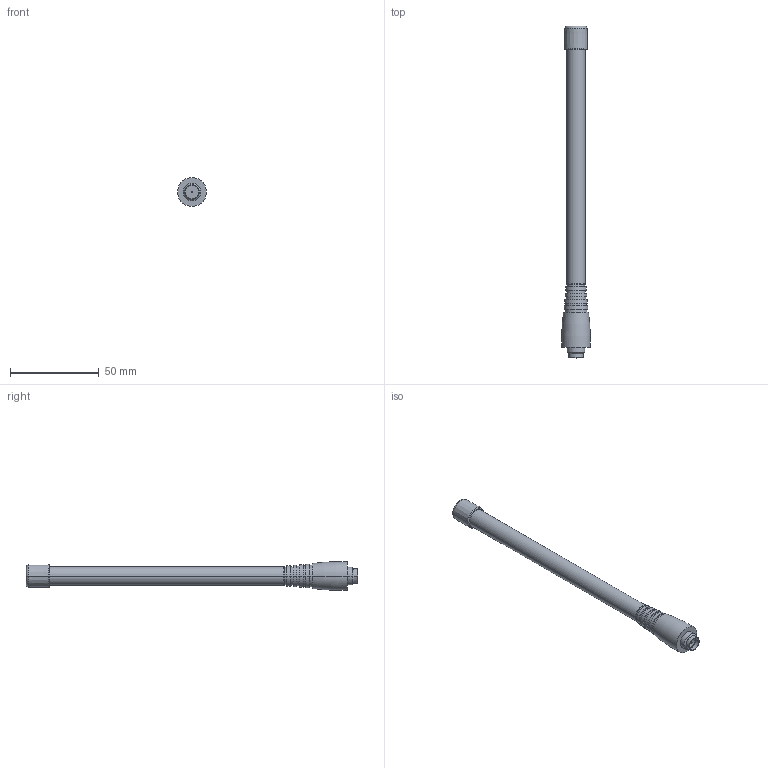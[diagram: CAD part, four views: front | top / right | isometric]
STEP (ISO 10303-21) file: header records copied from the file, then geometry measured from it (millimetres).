
FILE_DESCRIPTION (( 'STEP AP214' ), '1' );
FILE_NAME ('FMANRBD1025_3D.step', '2023-03-06T14:43:17', ( '' ), ( '' ), 'SwSTEP 2.0', 'SolidWorks 2022', '' );
FILE_SCHEMA (( 'AUTOMOTIVE_DESIGN' ));
Length unit declared in the file: inch
Products named in the file (1): FMANRBD1025_3D
Bounding box: 16.2 x 186.7 x 16.2 mm (x, y, z)
Volume: 18460.5 mm3; surface area: 7280.6 mm2
Topology: 1 solids, 1 shells, 61 faces, 122 edges, 75 vertices
Faces by surface type: cone 26, plane 15, cylinder 12, torus 8
Entity records: 1636 total; most frequent: DIRECTION 326, CARTESIAN_POINT 257, ORIENTED_EDGE 240, AXIS2_PLACEMENT_3D 144, EDGE_CURVE 120, CIRCLE 82, EDGE_LOOP 75, VERTEX_POINT 75
